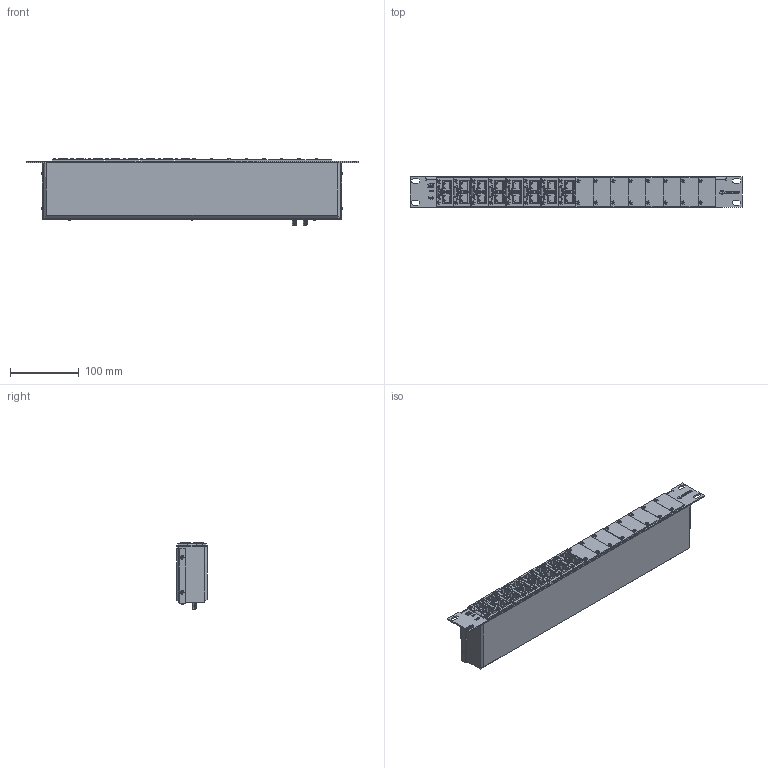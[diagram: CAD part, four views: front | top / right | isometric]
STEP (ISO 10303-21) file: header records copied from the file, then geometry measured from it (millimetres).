
FILE_DESCRIPTION (( 'STEP AP214' ), '1' );
FILE_NAME ('1101-989-E.STEP', '2019-01-16T22:52:28', ( '' ), ( '' ), 'SwSTEP 2.0', 'SolidWorks 2018', '' );
FILE_SCHEMA (( 'AUTOMOTIVE_DESIGN' ));
Length unit declared in the file: inch
Products named in the file (120): 1000-1269-F1.25; 2500-286; 2004-172-4; 2102-311; 121-500-001; 2102-306; 2003-2561; 2004-172^2004-172-7; PEM FH-0420-8; 2003-1052; 2004-172-7; PEM SO-440-10 ZI--S; PEM SO-440-10 ZI--S_PEM SO-440-10 ZI--S; 1000-1254; 1000-1254 top^1000-1254; 121-500-001_.175 Mat''l Thickness; 1000-1254_Base^1000-1254; 1000-1254 Base^1000-1254_Base_1000-1254; 2250-917-F1.25; 1101-989-E
Assembly tree (118 placements, depth 4):
  2500-286
  2004-172-4
  2004-172-4
  2500-286
  121-500-001
Bounding box: 482.6 x 44.5 x 97.22 mm (x, y, z)
Volume: 295983.7 mm3; surface area: 310808.7 mm2
Topology: 100 solids, 100 shells, 10864 faces, 28532 edges, 18492 vertices
Faces by surface type: plane 5244, cylinder 3274, bspline 1096, cone 892, torus 294, sphere 64
Entity records: 109084 total; most frequent: CARTESIAN_POINT 40025, ORIENTED_EDGE 11178, DIRECTION 9079, EDGE_CURVE 5589, VECTOR 3721, LINE 3721, VERTEX_POINT 3598, AXIS2_PLACEMENT_3D 2679
